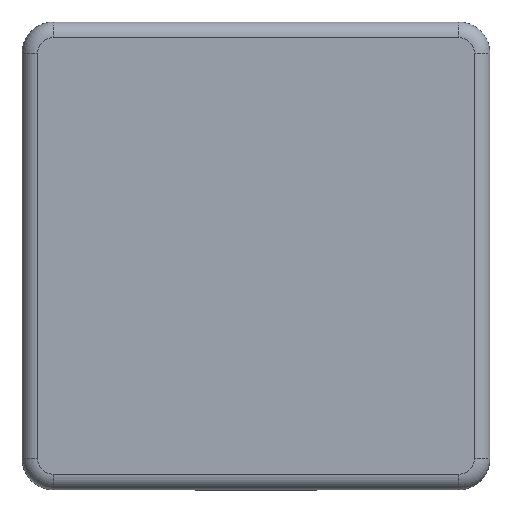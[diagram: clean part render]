
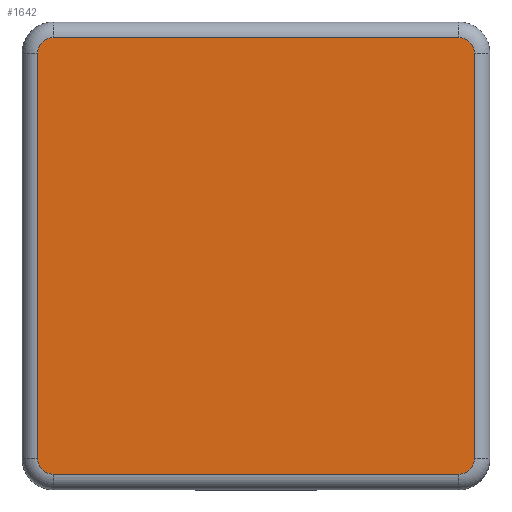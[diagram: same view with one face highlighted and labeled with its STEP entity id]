
A CAD part, top view. The second image highlights one B-rep face of the part: STEP entity #1642.
In plain terms, the highlighted planar face has unit normal (0, 0, 1).
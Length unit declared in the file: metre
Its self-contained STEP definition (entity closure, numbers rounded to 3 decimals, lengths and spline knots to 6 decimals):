
#32=CIRCLE('',#1754,0.001);
#33=CIRCLE('',#1755,0.001);
#34=CIRCLE('',#1756,0.001);
#35=CIRCLE('',#1757,0.001);
#84=ORIENTED_EDGE('',*,*,#564,.T.);
#85=ORIENTED_EDGE('',*,*,#565,.T.);
#86=ORIENTED_EDGE('',*,*,#566,.T.);
#87=ORIENTED_EDGE('',*,*,#567,.T.);
#88=ORIENTED_EDGE('',*,*,#568,.T.);
#89=ORIENTED_EDGE('',*,*,#569,.T.);
#90=ORIENTED_EDGE('',*,*,#570,.T.);
#91=ORIENTED_EDGE('',*,*,#571,.T.);
#564=EDGE_CURVE('',#804,#805,#32,.T.);
#565=EDGE_CURVE('',#805,#806,#948,.F.);
#566=EDGE_CURVE('',#806,#807,#33,.T.);
#567=EDGE_CURVE('',#807,#808,#949,.T.);
#568=EDGE_CURVE('',#808,#809,#34,.T.);
#569=EDGE_CURVE('',#809,#810,#950,.T.);
#570=EDGE_CURVE('',#810,#811,#35,.T.);
#571=EDGE_CURVE('',#811,#804,#951,.F.);
#804=VERTEX_POINT('',#2396);
#805=VERTEX_POINT('',#2397);
#806=VERTEX_POINT('',#2399);
#807=VERTEX_POINT('',#2401);
#808=VERTEX_POINT('',#2403);
#809=VERTEX_POINT('',#2405);
#810=VERTEX_POINT('',#2407);
#811=VERTEX_POINT('',#2409);
#948=LINE('',#2398,#1168);
#949=LINE('',#2402,#1169);
#950=LINE('',#2406,#1170);
#951=LINE('',#2410,#1171);
#1168=VECTOR('',#1913,1.);
#1169=VECTOR('',#1916,1.);
#1170=VECTOR('',#1919,1.);
#1171=VECTOR('',#1922,1.);
#1360=EDGE_LOOP('',(#84,#85,#86,#87,#88,#89,#90,#91));
#1458=FACE_BOUND('',#1360,.T.);
#1556=PLANE('',#1753);
#1642=ADVANCED_FACE('',(#1458),#1556,.T.);
#1753=AXIS2_PLACEMENT_3D('',#2394,#1909,#1910);
#1754=AXIS2_PLACEMENT_3D('',#2395,#1911,#1912);
#1755=AXIS2_PLACEMENT_3D('',#2400,#1914,#1915);
#1756=AXIS2_PLACEMENT_3D('',#2404,#1917,#1918);
#1757=AXIS2_PLACEMENT_3D('',#2408,#1920,#1921);
#1909=DIRECTION('',(0.,0.,1.));
#1910=DIRECTION('',(1.,0.,0.));
#1911=DIRECTION('',(0.,0.,1.));
#1912=DIRECTION('',(1.,0.,0.));
#1913=DIRECTION('',(-1.,0.,0.));
#1914=DIRECTION('',(0.,0.,1.));
#1915=DIRECTION('',(1.,0.,0.));
#1916=DIRECTION('',(0.,1.,0.));
#1917=DIRECTION('',(0.,0.,1.));
#1918=DIRECTION('',(1.,0.,0.));
#1919=DIRECTION('',(-1.,0.,0.));
#1920=DIRECTION('',(0.,0.,1.));
#1921=DIRECTION('',(1.,0.,0.));
#1922=DIRECTION('',(0.,1.,0.));
#2394=CARTESIAN_POINT('',(0.,0.,0.003));
#2395=CARTESIAN_POINT('',(-0.013,-0.013,0.003));
#2396=CARTESIAN_POINT('',(-0.014,-0.013,0.003));
#2397=CARTESIAN_POINT('',(-0.013,-0.014,0.003));
#2398=CARTESIAN_POINT('',(0.,-0.014,0.003));
#2399=CARTESIAN_POINT('',(0.013,-0.014,0.003));
#2400=CARTESIAN_POINT('',(0.013,-0.013,0.003));
#2401=CARTESIAN_POINT('',(0.014,-0.013,0.003));
#2402=CARTESIAN_POINT('',(0.014,0.013,0.003));
#2403=CARTESIAN_POINT('',(0.014,0.013,0.003));
#2404=CARTESIAN_POINT('',(0.013,0.013,0.003));
#2405=CARTESIAN_POINT('',(0.013,0.014,0.003));
#2406=CARTESIAN_POINT('',(-0.013,0.014,0.003));
#2407=CARTESIAN_POINT('',(-0.013,0.014,0.003));
#2408=CARTESIAN_POINT('',(-0.013,0.013,0.003));
#2409=CARTESIAN_POINT('',(-0.014,0.013,0.003));
#2410=CARTESIAN_POINT('',(-0.014,0.,0.003));
